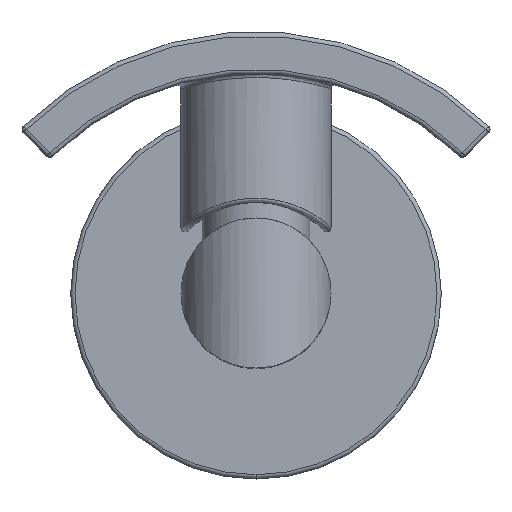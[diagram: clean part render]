
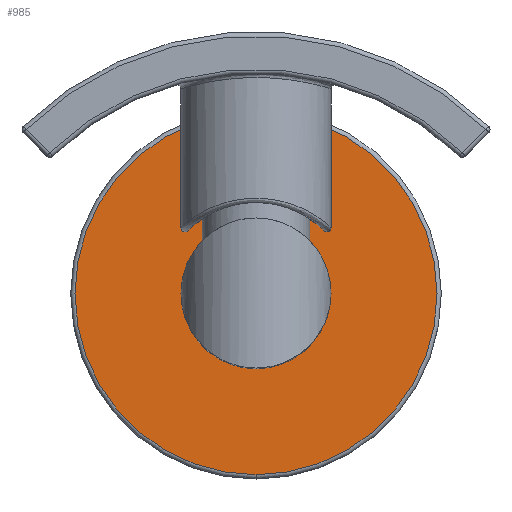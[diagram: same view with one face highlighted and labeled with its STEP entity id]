
A CAD part, top view. The second image highlights one B-rep face of the part: STEP entity #985.
In plain terms, the highlighted planar face has unit normal (0, 0, 1).
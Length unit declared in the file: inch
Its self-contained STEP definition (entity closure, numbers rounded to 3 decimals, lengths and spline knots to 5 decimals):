
#30=CARTESIAN_POINT('',(0.,0.,0.));
#31=DIRECTION('',(0.,0.,1.));
#32=DIRECTION('',(0.,1.,0.));
#33=AXIS2_PLACEMENT_3D('',#30,#31,#32);
#40=CARTESIAN_POINT('',(0.,0.,0.));
#41=DIRECTION('',(0.,0.,1.));
#42=DIRECTION('',(-1.,0.,0.));
#43=AXIS2_PLACEMENT_3D('',#40,#41,#42);
#45=CARTESIAN_POINT('',(0.,0.,0.));
#46=DIRECTION('',(0.,0.,1.));
#47=DIRECTION('',(1.,0.,0.));
#48=AXIS2_PLACEMENT_3D('',#45,#46,#47);
#50=CARTESIAN_POINT('',(0.,0.,0.));
#51=DIRECTION('',(0.,0.,1.));
#52=DIRECTION('',(0.,-1.,0.));
#53=AXIS2_PLACEMENT_3D('',#50,#51,#52);
#834=CARTESIAN_POINT('',(0.,0.855,0.));
#835=CARTESIAN_POINT('',(0.,-0.855,0.));
#836=VERTEX_POINT('',#834);
#837=VERTEX_POINT('',#835);
#848=CARTESIAN_POINT('',(-0.3543,0.,0.));
#849=CARTESIAN_POINT('',(0.3543,0.,0.));
#850=VERTEX_POINT('',#848);
#851=VERTEX_POINT('',#849);
#969=CARTESIAN_POINT('',(0.,0.,0.));
#970=DIRECTION('',(0.,0.,-1.));
#971=DIRECTION('',(0.,-1.,0.));
#972=AXIS2_PLACEMENT_3D('',#969,#970,#971);
#973=PLANE('',#972);
#974=ORIENTED_EDGE('',*,*,#959,.F.);
#976=ORIENTED_EDGE('',*,*,#975,.F.);
#977=EDGE_LOOP('',(#974,#976));
#978=FACE_OUTER_BOUND('',#977,.F.);
#980=ORIENTED_EDGE('',*,*,#979,.T.);
#982=ORIENTED_EDGE('',*,*,#981,.T.);
#983=EDGE_LOOP('',(#980,#982));
#984=FACE_BOUND('',#983,.F.);
#985=ADVANCED_FACE('',(#978,#984),#973,.F.);
#34=CIRCLE('',#33,0.855);
#44=CIRCLE('',#43,0.3543);
#49=CIRCLE('',#48,0.3543);
#54=CIRCLE('',#53,0.855);
#959=EDGE_CURVE('',#836,#837,#34,.T.);
#975=EDGE_CURVE('',#837,#836,#54,.T.);
#979=EDGE_CURVE('',#850,#851,#44,.T.);
#981=EDGE_CURVE('',#851,#850,#49,.T.);
